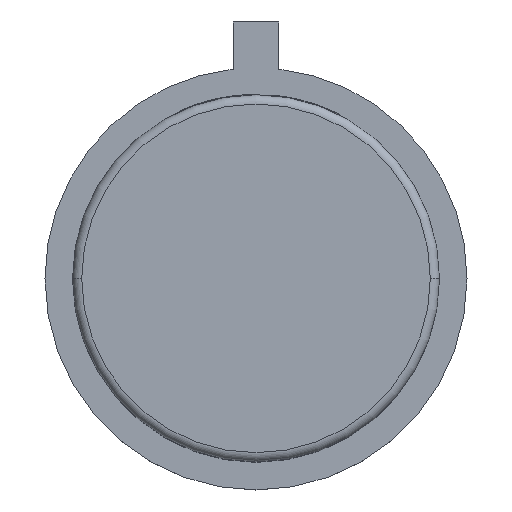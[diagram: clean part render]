
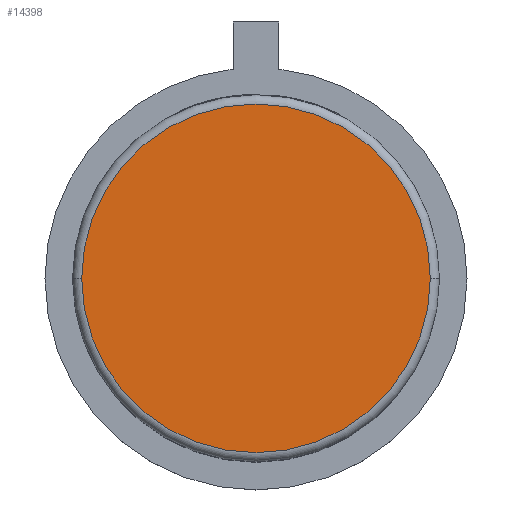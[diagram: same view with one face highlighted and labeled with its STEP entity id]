
A CAD part, top view. The second image highlights one B-rep face of the part: STEP entity #14398.
In plain terms, the highlighted planar face has unit normal (0, 0, 1).
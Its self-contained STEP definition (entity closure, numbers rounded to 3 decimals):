
#290 = CARTESIAN_POINT ( 'NONE',  ( 0., 0., 7.5 ) ) ;
#423 = AXIS2_PLACEMENT_3D ( 'NONE', #5118, #14272, #8595 ) ;
#1232 = CIRCLE ( 'NONE', #14280, 3.8 ) ;
#1360 = FACE_OUTER_BOUND ( 'NONE', #12473, .T. ) ;
#1555 = CARTESIAN_POINT ( 'NONE',  ( 3.8, 0., 7.5 ) ) ;
#2538 = DIRECTION ( 'NONE',  ( 0., 0., 1. ) ) ;
#5118 = CARTESIAN_POINT ( 'NONE',  ( 0., 0., 7.5 ) ) ;
#5159 = AXIS2_PLACEMENT_3D ( 'NONE', #290, #6363, #14232 ) ;
#5724 = CARTESIAN_POINT ( 'NONE',  ( -3.8, 0., 7.5 ) ) ;
#5782 = ORIENTED_EDGE ( 'NONE', *, *, #6312, .T. ) ;
#6312 = EDGE_CURVE ( 'NONE', #7150, #13531, #1232, .T. ) ;
#6363 = DIRECTION ( 'NONE',  ( 0., 0., 1. ) ) ;
#6963 = CIRCLE ( 'NONE', #423, 3.8 ) ;
#7150 = VERTEX_POINT ( 'NONE', #5724 ) ;
#7178 = DIRECTION ( 'NONE',  ( 1., 0., 0. ) ) ;
#8595 = DIRECTION ( 'NONE',  ( 1., 0., 0. ) ) ;
#9160 = EDGE_CURVE ( 'NONE', #13531, #7150, #6963, .T. ) ;
#11860 = ORIENTED_EDGE ( 'NONE', *, *, #9160, .T. ) ;
#12473 = EDGE_LOOP ( 'NONE', ( #11860, #5782 ) ) ;
#12924 = CARTESIAN_POINT ( 'NONE',  ( 0., 0., 7.5 ) ) ;
#13531 = VERTEX_POINT ( 'NONE', #1555 ) ;
#14012 = PLANE ( 'NONE',  #5159 ) ;
#14232 = DIRECTION ( 'NONE',  ( 1., 0., 0. ) ) ;
#14272 = DIRECTION ( 'NONE',  ( 0., 0., 1. ) ) ;
#14280 = AXIS2_PLACEMENT_3D ( 'NONE', #12924, #2538, #7178 ) ;
#14398 = ADVANCED_FACE ( 'NONE', ( #1360 ), #14012, .T. ) ;
